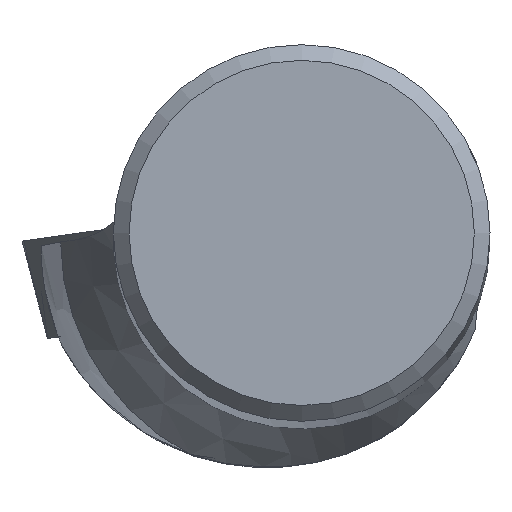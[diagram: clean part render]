
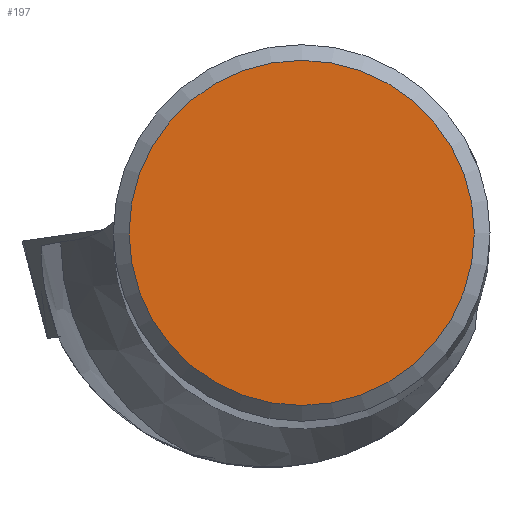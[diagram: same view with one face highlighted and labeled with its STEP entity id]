
A CAD part, top view. The second image highlights one B-rep face of the part: STEP entity #197.
In plain terms, the highlighted planar face has unit normal (0, 0, 1).
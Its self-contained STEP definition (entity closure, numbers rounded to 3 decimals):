
#163=FACE_OUTER_BOUND('',#354,.T.);
#197=ADVANCED_FACE('',(#163),#221,.T.);
#221=PLANE('',#848);
#354=EDGE_LOOP('',(#488));
#488=ORIENTED_EDGE('',*,*,#683,.T.);
#604=VERTEX_POINT('',#1356);
#683=EDGE_CURVE('',#604,#604,#724,.T.);
#724=CIRCLE('',#847,5.493);
#847=AXIS2_PLACEMENT_3D('',#1355,#1005,#1006);
#848=AXIS2_PLACEMENT_3D('',#1357,#1007,#1008);
#1005=DIRECTION('',(0.,0.,1.));
#1006=DIRECTION('',(1.,0.,0.));
#1007=DIRECTION('',(0.,0.,1.));
#1008=DIRECTION('',(1.,0.,0.));
#1355=CARTESIAN_POINT('',(0.,0.,0.));
#1356=CARTESIAN_POINT('',(5.493,0.,0.));
#1357=CARTESIAN_POINT('',(0.,0.,
0.));
